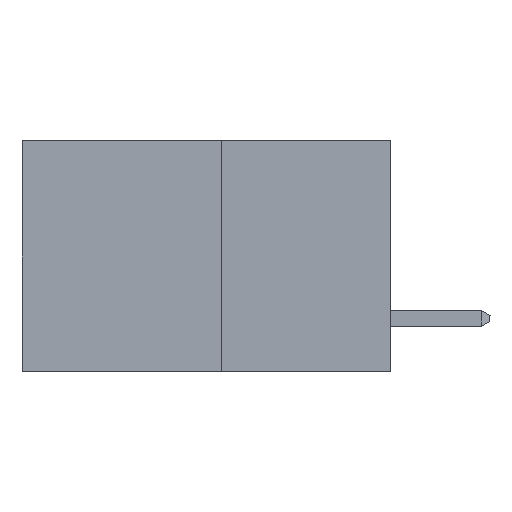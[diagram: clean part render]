
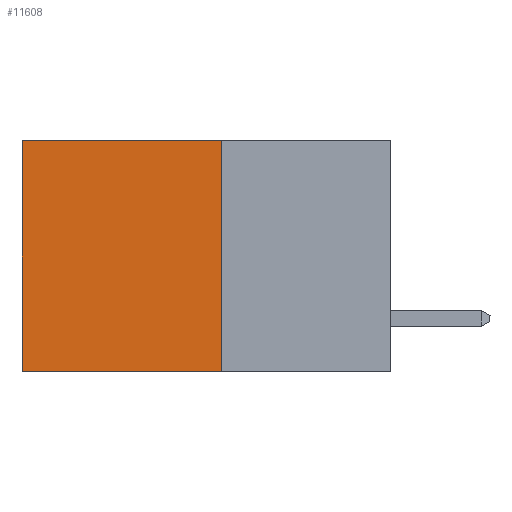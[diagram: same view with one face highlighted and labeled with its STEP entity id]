
A CAD part, left-side view. The second image highlights one B-rep face of the part: STEP entity #11608.
In plain terms, the highlighted planar face has unit normal (-1, 0, 0).
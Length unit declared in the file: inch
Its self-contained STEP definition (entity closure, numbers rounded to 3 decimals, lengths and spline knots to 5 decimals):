
#1360 = CARTESIAN_POINT ( 'NONE',  ( 0.277, 0.59, -0.37 ) ) ;
#2036 = DIRECTION ( 'NONE',  ( 0., 0., -1. ) ) ;
#2473 = EDGE_CURVE ( 'NONE', #20115, #8958, #6354, .T. ) ;
#3368 = PLANE ( 'NONE',  #16049 ) ;
#3664 = VECTOR ( 'NONE', #2036, 39.37008 ) ;
#4684 = EDGE_CURVE ( 'NONE', #9382, #20115, #10289, .T. ) ;
#5449 = CARTESIAN_POINT ( 'NONE',  ( 0.277, 0.27, -0.37 ) ) ;
#5612 = EDGE_CURVE ( 'NONE', #9382, #14739, #18196, .T. ) ;
#5663 = ORIENTED_EDGE ( 'NONE', *, *, #21261, .F. ) ;
#6354 = LINE ( 'NONE', #1360, #15556 ) ;
#7017 = DIRECTION ( 'NONE',  ( 0., 0., -1. ) ) ;
#8542 = DIRECTION ( 'NONE',  ( 0., 0., -1. ) ) ;
#8822 = EDGE_LOOP ( 'NONE', ( #18405, #5663, #22340, #9534 ) ) ;
#8902 = LINE ( 'NONE', #17554, #18042 ) ;
#8958 = VERTEX_POINT ( 'NONE', #16281 ) ;
#9382 = VERTEX_POINT ( 'NONE', #22755 ) ;
#9534 = ORIENTED_EDGE ( 'NONE', *, *, #4684, .T. ) ;
#10210 = DIRECTION ( 'NONE',  ( 0., 1., 0. ) ) ;
#10289 = LINE ( 'NONE', #21620, #14592 ) ;
#11608 = ADVANCED_FACE ( 'NONE', ( #20288 ), #3368, .F. ) ;
#14592 = VECTOR ( 'NONE', #22577, 39.37008 ) ;
#14739 = VERTEX_POINT ( 'NONE', #5449 ) ;
#15556 = VECTOR ( 'NONE', #8542, 39.37008 ) ;
#16049 = AXIS2_PLACEMENT_3D ( 'NONE', #16172, #17949, #7017 ) ;
#16172 = CARTESIAN_POINT ( 'NONE',  ( 0.277, 0.27, -0.37 ) ) ;
#16191 = CARTESIAN_POINT ( 'NONE',  ( 0.277, 0.59, 0. ) ) ;
#16281 = CARTESIAN_POINT ( 'NONE',  ( 0.277, 0.59, -0.37 ) ) ;
#17554 = CARTESIAN_POINT ( 'NONE',  ( 0.277, 0.27, -0.37 ) ) ;
#17949 = DIRECTION ( 'NONE',  ( 1., 0., 0. ) ) ;
#18042 = VECTOR ( 'NONE', #10210, 39.37008 ) ;
#18196 = LINE ( 'NONE', #18420, #3664 ) ;
#18405 = ORIENTED_EDGE ( 'NONE', *, *, #2473, .T. ) ;
#18420 = CARTESIAN_POINT ( 'NONE',  ( 0.277, 0.27, -0.37 ) ) ;
#20115 = VERTEX_POINT ( 'NONE', #16191 ) ;
#20288 = FACE_OUTER_BOUND ( 'NONE', #8822, .T. ) ;
#21261 = EDGE_CURVE ( 'NONE', #14739, #8958, #8902, .T. ) ;
#21620 = CARTESIAN_POINT ( 'NONE',  ( 0.277, 0.27, 0. ) ) ;
#22340 = ORIENTED_EDGE ( 'NONE', *, *, #5612, .F. ) ;
#22577 = DIRECTION ( 'NONE',  ( 0., 1., 0. ) ) ;
#22755 = CARTESIAN_POINT ( 'NONE',  ( 0.277, 0.27, 0. ) ) ;
